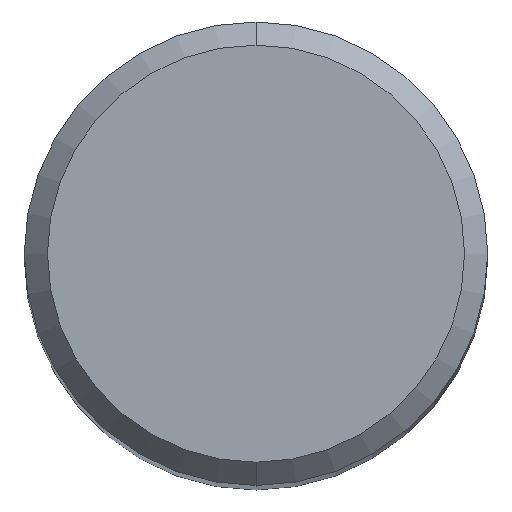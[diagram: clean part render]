
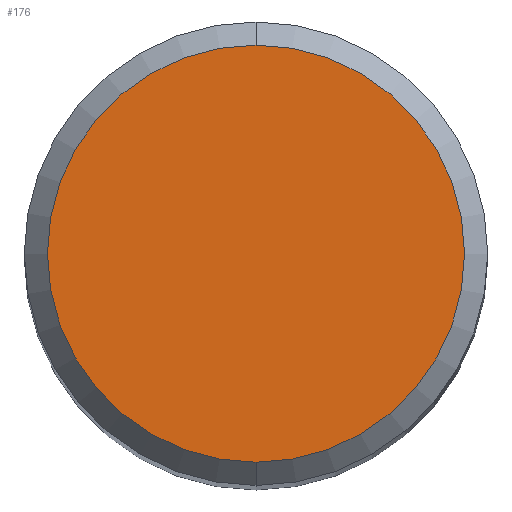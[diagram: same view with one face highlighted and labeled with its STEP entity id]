
A CAD part, top view. The second image highlights one B-rep face of the part: STEP entity #176.
In plain terms, the highlighted planar face has unit normal (0, 0, 1).
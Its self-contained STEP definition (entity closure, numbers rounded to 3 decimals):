
#110=EDGE_CURVE('',#140,#182,#256,.T.);
#140=VERTEX_POINT('',#289);
#176=ADVANCED_FACE('',(#332),#333,.T.);
#182=VERTEX_POINT('',#339);
#214=EDGE_CURVE('',#182,#140,#375,.T.);
#256=CIRCLE('',#417,5.4);
#289=CARTESIAN_POINT('',(0.,-5.4,0.0));
#332=FACE_OUTER_BOUND('',#510,.T.);
#333=PLANE('',#511);
#339=CARTESIAN_POINT('',(0.0,5.4,0.0));
#375=CIRCLE('',#564,5.4);
#417=AXIS2_PLACEMENT_3D('',#597,#598,#599);
#510=EDGE_LOOP('',(#699,#700));
#511=AXIS2_PLACEMENT_3D('',#701,#702,#703);
#564=AXIS2_PLACEMENT_3D('',#744,#745,#746);
#597=CARTESIAN_POINT('',(0.0,0.0,0.0));
#598=DIRECTION('',(0.0,0.0,-1.0));
#599=DIRECTION('',(0.0,1.0,0.0));
#699=ORIENTED_EDGE('',*,*,#214,.F.);
#700=ORIENTED_EDGE('',*,*,#110,.F.);
#701=CARTESIAN_POINT('',(0.0,2.7,0.0));
#702=DIRECTION('',(-0.0,0.0,1.0));
#703=DIRECTION('',(0.0,-1.0,0.0));
#744=CARTESIAN_POINT('',(0.0,0.0,0.0));
#745=DIRECTION('',(0.0,0.0,-1.0));
#746=DIRECTION('',(0.0,1.0,0.0));
